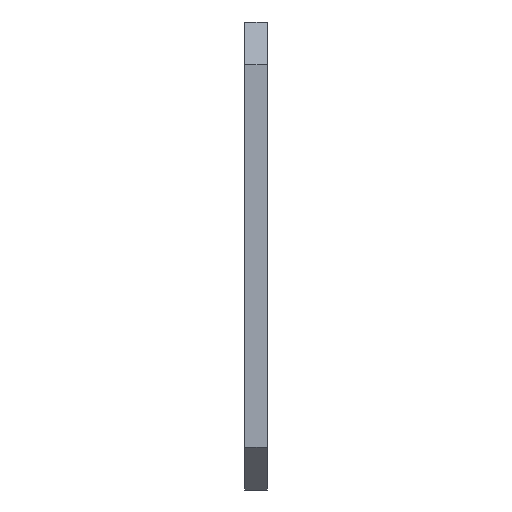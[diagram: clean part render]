
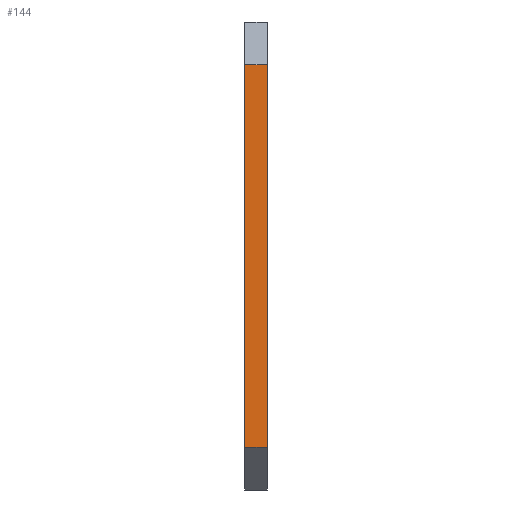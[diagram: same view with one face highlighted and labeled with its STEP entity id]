
A CAD part, left-side view. The second image highlights one B-rep face of the part: STEP entity #144.
In plain terms, the highlighted planar face has unit normal (-1, 0, 0).
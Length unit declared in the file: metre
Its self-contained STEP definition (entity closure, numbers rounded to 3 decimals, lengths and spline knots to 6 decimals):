
#144 = ADVANCED_FACE( '', ( #304 ), #305, .T. );
#304 = FACE_OUTER_BOUND( '', #457, .T. );
#305 = PLANE( '', #458 );
#457 = EDGE_LOOP( '', ( #839, #840, #841, #842 ) );
#458 = AXIS2_PLACEMENT_3D( '', #843, #844, #845 );
#839 = ORIENTED_EDGE( '', *, *, #993, .F. );
#840 = ORIENTED_EDGE( '', *, *, #1014, .F. );
#841 = ORIENTED_EDGE( '', *, *, #895, .T. );
#842 = ORIENTED_EDGE( '', *, *, #881, .T. );
#843 = CARTESIAN_POINT( '', ( -0.019673, -0.092247, -0.083039 ) );
#844 = DIRECTION( '', ( -1., 0., 0. ) );
#845 = DIRECTION( '', ( 0., 0., 1. ) );
#881 = EDGE_CURVE( '', #1051, #1049, #1052, .T. );
#895 = EDGE_CURVE( '', #1075, #1051, #1076, .T. );
#993 = EDGE_CURVE( '', #1227, #1049, #1229, .T. );
#1014 = EDGE_CURVE( '', #1075, #1227, #1250, .T. );
#1049 = VERTEX_POINT( '', #1296 );
#1051 = VERTEX_POINT( '', #1299 );
#1052 = LINE( '', #1300, #1301 );
#1075 = VERTEX_POINT( '', #1332 );
#1076 = LINE( '', #1333, #1334 );
#1227 = VERTEX_POINT( '', #1555 );
#1229 = LINE( '', #1558, #1559 );
#1250 = LINE( '', #1587, #1588 );
#1296 = CARTESIAN_POINT( '', ( -0.019673, -0.094247, -0.100211 ) );
#1299 = CARTESIAN_POINT( '', ( -0.019673, -0.092247, -0.100211 ) );
#1300 = CARTESIAN_POINT( '', ( -0.019673, -0.092247, -0.100211 ) );
#1301 = VECTOR( '', #1610, 1. );
#1332 = CARTESIAN_POINT( '', ( -0.019673, -0.092247, -0.065868 ) );
#1333 = CARTESIAN_POINT( '', ( -0.019673, -0.092247, -0.083039 ) );
#1334 = VECTOR( '', #1625, 1. );
#1555 = CARTESIAN_POINT( '', ( -0.019673, -0.094247, -0.065868 ) );
#1558 = CARTESIAN_POINT( '', ( -0.019673, -0.094247, -0.083039 ) );
#1559 = VECTOR( '', #1721, 1. );
#1587 = CARTESIAN_POINT( '', ( -0.019673, -0.092247, -0.065868 ) );
#1588 = VECTOR( '', #1729, 1. );
#1610 = DIRECTION( '', ( 0., -1., 0. ) );
#1625 = DIRECTION( '', ( 0., 0., -1. ) );
#1721 = DIRECTION( '', ( 0., 0., -1. ) );
#1729 = DIRECTION( '', ( 0., -1., 0. ) );
